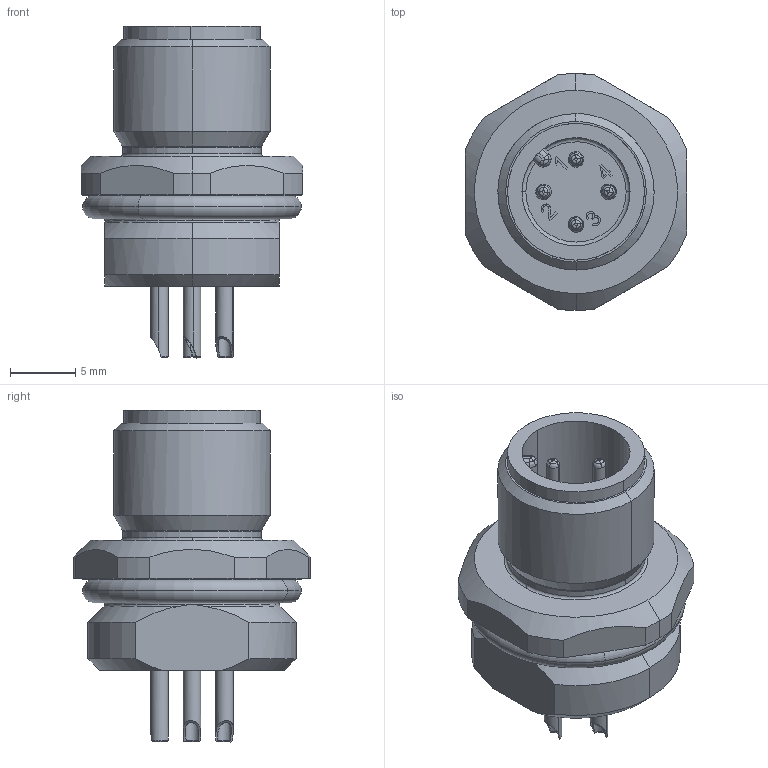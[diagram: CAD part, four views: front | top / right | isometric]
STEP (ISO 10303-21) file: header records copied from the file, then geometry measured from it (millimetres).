
FILE_DESCRIPTION(('CATIA V5 STEP Exchange','CAx-IF Rec.Pracs.--- Model Styling and Organization---1.4--- 2014-01-23'),'2;1');
FILE_NAME ('D1461944_1_2424160000_2424160000.stp','2021-01-01T11:46:03+00:00',('none'),('Weidmueller'),'CATIA Version 5-6 Release 2016 SP3 HF44','CATIA V5 STEP AP214','none');
FILE_SCHEMA(('AUTOMOTIVE_DESIGN { 1 0 10303 214 1 1 1 1 }'));
Length unit declared in the file: millimetre
Products named in the file (1): 2424160000
Bounding box: 17 x 18.2 x 25.5 mm (x, y, z)
Volume: 2583.8 mm3; surface area: 2811.4 mm2
Topology: 7 solids, 7 shells, 262 faces, 723 edges, 479 vertices
Faces by surface type: bspline 75, cylinder 67, plane 63, cone 40, torus 17
Entity records: 8722 total; most frequent: CARTESIAN_POINT 3058, ORIENTED_EDGE 1430, DIRECTION 737, EDGE_CURVE 715, VERTEX_POINT 479, AXIS2_PLACEMENT_3D 359, EDGE_LOOP 276, B_SPLINE_CURVE_WITH_KNOTS 275
